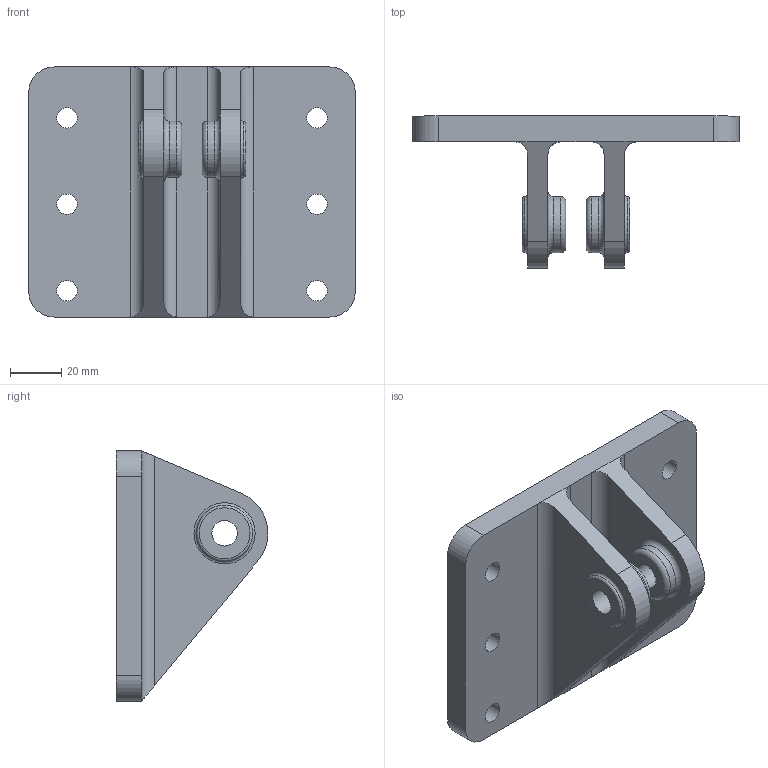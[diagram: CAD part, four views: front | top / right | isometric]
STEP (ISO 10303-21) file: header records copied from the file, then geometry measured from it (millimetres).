
FILE_DESCRIPTION( ( '' ), ' ' );
FILE_NAME( '5bb7059735dee214c5ffec40.step', '2018-10-05T06:32:56', ( '' ), ( '' ), ' ', ' ', ' ' );
FILE_SCHEMA( ( 'AUTOMOTIVE_DESIGN { 1 0 10303 214 1 1 1 1 }' ) );
Length unit declared in the file: metre
Products named in the file (1): AilBrk_C
Bounding box: 128 x 59.53 x 98.05 mm (x, y, z)
Volume: 173197.7 mm3; surface area: 43119.6 mm2
Topology: 1 solids, 1 shells, 48 faces, 116 edges, 74 vertices
Faces by surface type: cylinder 20, plane 20, torus 8
Full cylindrical faces by diameter (mm): 8 x6, 10 x2, 22 x2
Entity records: 1716 total; most frequent: DIRECTION 242, CARTESIAN_POINT 213, ORIENTED_EDGE 188, AXIS2_PLACEMENT_3D 99, EDGE_CURVE 94, EDGE_LOOP 86, VERTEX_POINT 70, FACE_OUTER_BOUND 66
